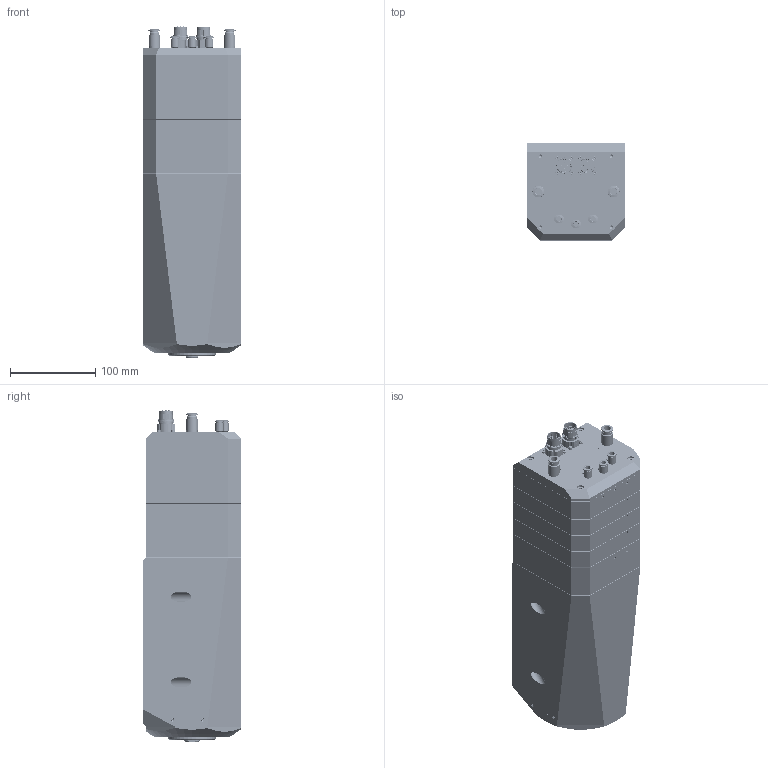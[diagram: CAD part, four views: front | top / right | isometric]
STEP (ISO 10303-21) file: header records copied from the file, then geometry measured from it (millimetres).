
FILE_DESCRIPTION (( 'STEP AP214' ), '1' );
FILE_NAME ('A00231.STEP', '2023-09-18T15:51:35', ( '' ), ( '' ), 'SwSTEP 2.0', 'SolidWorks 2020', '' );
FILE_SCHEMA (( 'AUTOMOTIVE_DESIGN' ));
Length unit declared in the file: millimetre
Products named in the file (1): A00231
Bounding box: 114 x 114 x 388.35 mm (x, y, z)
Volume: 4300754.1 mm3; surface area: 512506.9 mm2
Topology: 54 solids, 114 shells, 4552 faces, 11029 edges, 6848 vertices
Faces by surface type: cylinder 1640, plane 1463, cone 870, bspline 290, torus 289
Entity records: 185665 total; most frequent: CARTESIAN_POINT 48560, DIRECTION 21650, ORIENTED_EDGE 21614, EDGE_CURVE 10807, AXIS2_PLACEMENT_3D 8307, VERTEX_POINT 6848, EDGE_LOOP 5059, LINE 5036
